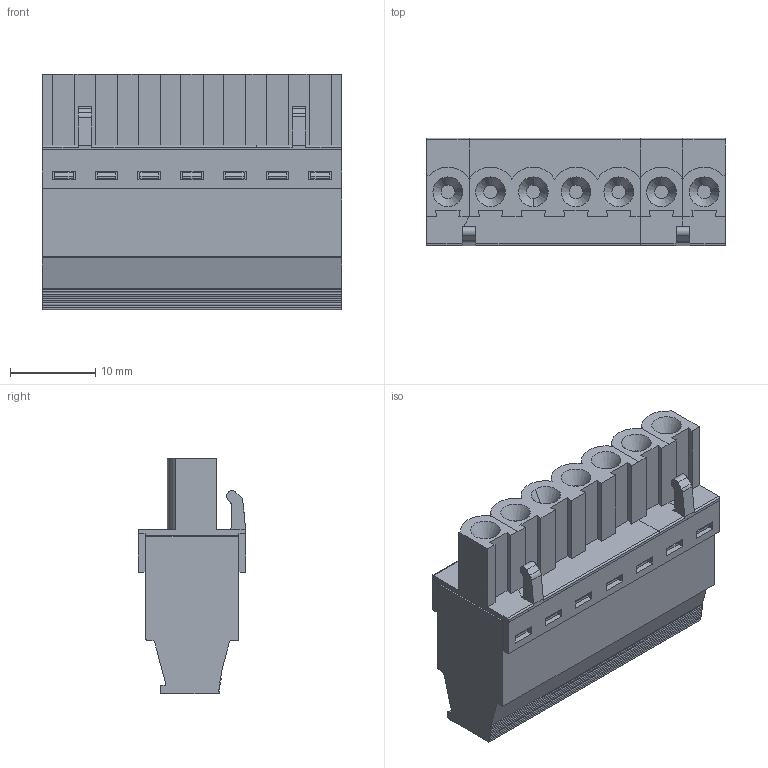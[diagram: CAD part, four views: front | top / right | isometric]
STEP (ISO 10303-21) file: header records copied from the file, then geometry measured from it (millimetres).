
FILE_DESCRIPTION(('STEP AP214'),'1');
FILE_NAME('SV07-5-P.stp','2020-03-24T10:46:02',(' '),(' '),'Spatial InterOp 3D',' ',' ');
FILE_SCHEMA(('AUTOMOTIVE_DESIGN { 1 0 10303 214 1 1 1 1 }'));
Length unit declared in the file: metre
Products named in the file (1): 1
Bounding box: 35 x 12.59 x 27.6 mm (x, y, z)
Volume: 7879.1 mm3; surface area: 4544.8 mm2
Topology: 1 solids, 1 shells, 487 faces, 1242 edges, 820 vertices
Faces by surface type: plane 383, cylinder 88, cone 16
Full cylindrical faces by diameter (mm): 1.588 x6, 2.6 x6, 2.829 x6, 3.474 x1, 3.8 x6, 3.97 x6
Entity records: 18009 total; most frequent: CARTESIAN_POINT 2578, ORIENTED_EDGE 2326, DIRECTION 2305, EDGE_CURVE 1163, LINE 939, VECTOR 939, VERTEX_POINT 784, AXIS2_PLACEMENT_3D 683
